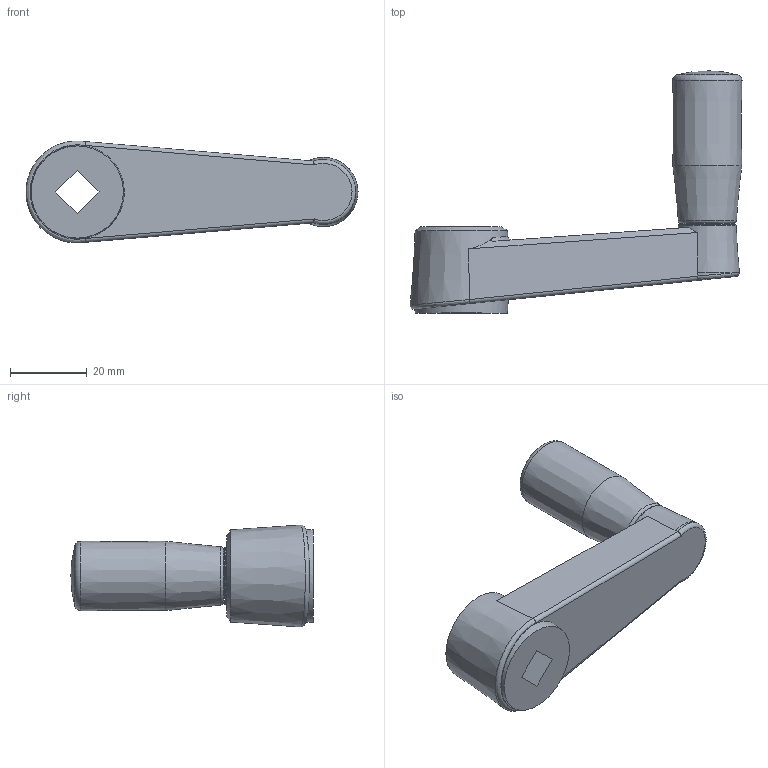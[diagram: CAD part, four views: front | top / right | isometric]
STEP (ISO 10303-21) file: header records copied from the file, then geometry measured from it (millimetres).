
FILE_DESCRIPTION(/* description */ (''),/* implementation_level */ '2;1');
FILE_NAME(/* name */ 'BCH64S',/* time_stamp */ '2012-11-23T15:02:05+08:00',/* author */ (''),/* organization */ (''),/* preprocessor_version */ 'ST-DEVELOPER v9',/* originating_system */ 'UGS - NX 4.0',/* authorisation */ '');
FILE_SCHEMA (('CONFIG_CONTROL_DESIGN'));
Length unit declared in the file: millimetre
Products named in the file (1): AdmiD8B9xi70
Bounding box: 86.35 x 63 x 26.52 mm (x, y, z)
Volume: 35147.1 mm3; surface area: 9452.6 mm2
Topology: 1 solids, 1 shells, 35 faces, 85 edges, 55 vertices
Faces by surface type: plane 16, cone 9, torus 3, bspline 3, cylinder 3, sphere 1
Full cylindrical faces by diameter (mm): 10 x1
Entity records: 1278 total; most frequent: CARTESIAN_POINT 484, DIRECTION 137, ORIENTED_EDGE 134, EDGE_CURVE 67, AXIS2_PLACEMENT_3D 58, EDGE_LOOP 52, VERTEX_POINT 49, ADVANCED_FACE 35
